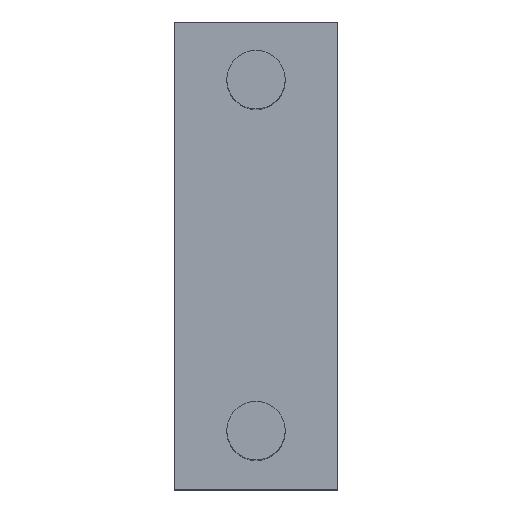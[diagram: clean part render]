
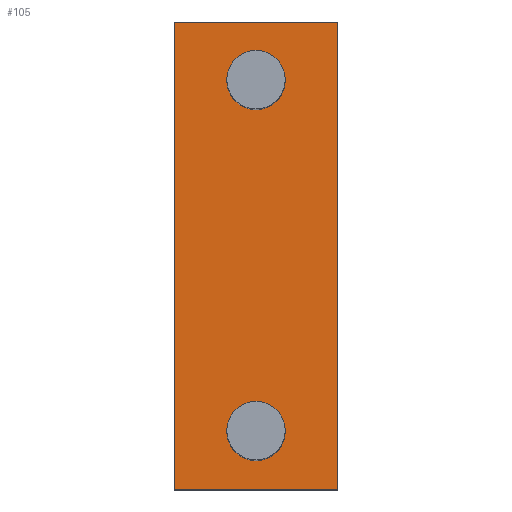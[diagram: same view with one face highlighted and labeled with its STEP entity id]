
A CAD part, top view. The second image highlights one B-rep face of the part: STEP entity #105.
In plain terms, the highlighted planar face has unit normal (0, 0, 1).
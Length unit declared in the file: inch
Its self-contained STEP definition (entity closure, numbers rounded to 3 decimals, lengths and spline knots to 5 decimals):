
#90=FACE_BOUND('',#142,.T.);
#91=FACE_BOUND('',#143,.T.);
#92=FACE_BOUND('',#144,.T.);
#97=CIRCLE('',#289,0.0625);
#98=CIRCLE('',#290,0.0625);
#105=ADVANCED_FACE('',(#90,#91,#92),#119,.T.);
#119=PLANE('',#291);
#142=EDGE_LOOP('',(#172));
#143=EDGE_LOOP('',(#173));
#144=EDGE_LOOP('',(#174,#175,#176,#177));
#172=ORIENTED_EDGE('',*,*,#232,.F.);
#173=ORIENTED_EDGE('',*,*,#233,.F.);
#174=ORIENTED_EDGE('',*,*,#223,.T.);
#175=ORIENTED_EDGE('',*,*,#226,.T.);
#176=ORIENTED_EDGE('',*,*,#229,.T.);
#177=ORIENTED_EDGE('',*,*,#231,.T.);
#204=VERTEX_POINT('',#363);
#207=VERTEX_POINT('',#368);
#209=VERTEX_POINT('',#374);
#211=VERTEX_POINT('',#380);
#212=VERTEX_POINT('',#387);
#213=VERTEX_POINT('',#389);
#223=EDGE_CURVE('',#204,#207,#247,.T.);
#226=EDGE_CURVE('',#207,#209,#250,.T.);
#229=EDGE_CURVE('',#209,#211,#253,.T.);
#231=EDGE_CURVE('',#211,#204,#255,.T.);
#232=EDGE_CURVE('',#212,#212,#97,.T.);
#233=EDGE_CURVE('',#213,#213,#98,.T.);
#247=LINE('',#369,#267);
#250=LINE('',#375,#270);
#253=LINE('',#381,#273);
#255=LINE('',#384,#275);
#267=VECTOR('',#308,1.);
#270=VECTOR('',#313,1.);
#273=VECTOR('',#318,1.);
#275=VECTOR('',#322,1.);
#289=AXIS2_PLACEMENT_3D('',#386,#325,#326);
#290=AXIS2_PLACEMENT_3D('',#388,#327,#328);
#291=AXIS2_PLACEMENT_3D('',#390,#329,#330);
#308=DIRECTION('',(0.,-1.,0.));
#313=DIRECTION('',(1.,0.,0.));
#318=DIRECTION('',(0.,1.,0.));
#322=DIRECTION('',(-1.,0.,0.));
#325=DIRECTION('',(0.,0.,1.));
#326=DIRECTION('',(0.,1.,0.));
#327=DIRECTION('',(0.,0.,1.));
#328=DIRECTION('',(0.,1.,0.));
#329=DIRECTION('',(0.,0.,1.));
#330=DIRECTION('',(1.,0.,0.));
#363=CARTESIAN_POINT('',(0.,1.,0.1));
#368=CARTESIAN_POINT('',(0.,0.,0.1));
#369=CARTESIAN_POINT('',(0.,1.,0.1));
#374=CARTESIAN_POINT('',(0.35,0.,0.1));
#375=CARTESIAN_POINT('',(0.,0.,0.1));
#380=CARTESIAN_POINT('',(0.35,1.,0.1));
#381=CARTESIAN_POINT('',(0.35,0.,0.1));
#384=CARTESIAN_POINT('',(0.35,1.,0.1));
#386=CARTESIAN_POINT('',(0.175,0.125,0.1));
#387=CARTESIAN_POINT('',(0.175,0.1875,0.1));
#388=CARTESIAN_POINT('',(0.175,0.875,0.1));
#389=CARTESIAN_POINT('',(0.175,0.9375,0.1));
#390=CARTESIAN_POINT('',(0.,0.,0.1));
